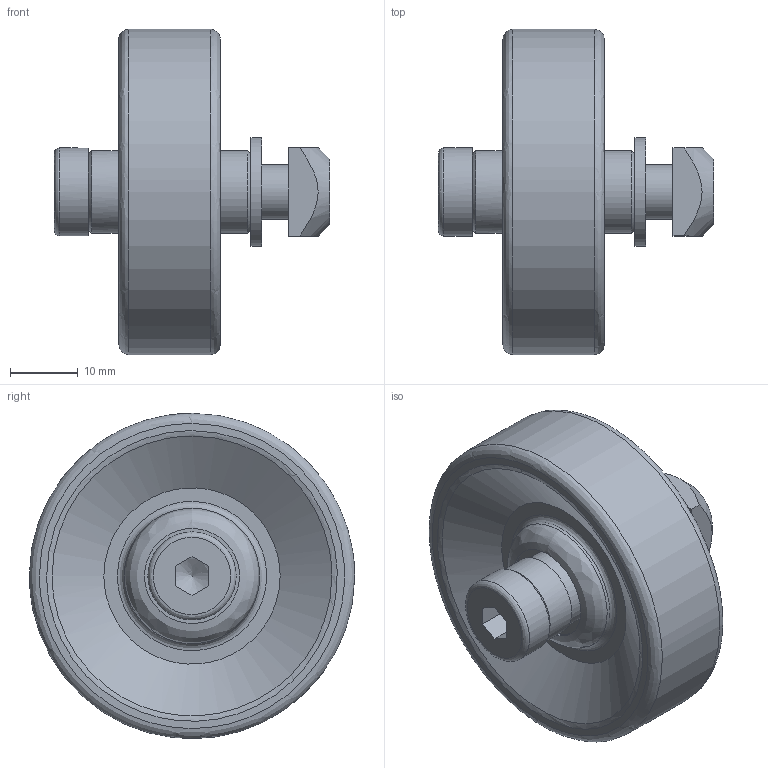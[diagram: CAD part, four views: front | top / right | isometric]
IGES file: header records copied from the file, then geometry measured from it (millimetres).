
Global section: file name: 700112; native system: Autodesk Inventor 2021; preprocessor: unknown; author: Mrówczyńska,,; organization: 11; date: 20221010.090048; units: millimetre
Bounding box: 40.6 x 48 x 48 mm (x, y, z)
Volume: 8549 mm3; surface area: 16933 mm2
Topology: 13 solids, 13 shells, 92 faces, 269 edges, 198 vertices
Faces by surface type: bspline 92
